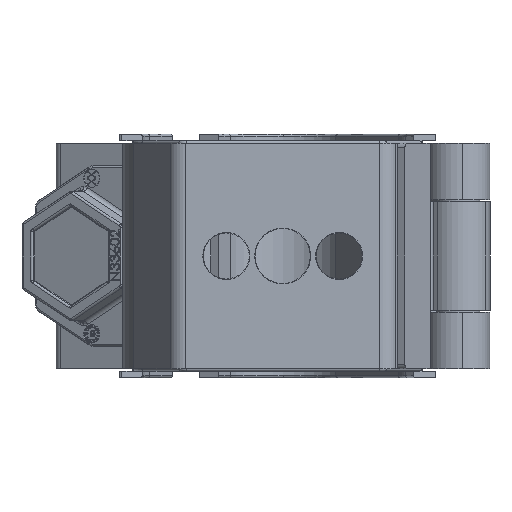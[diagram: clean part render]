
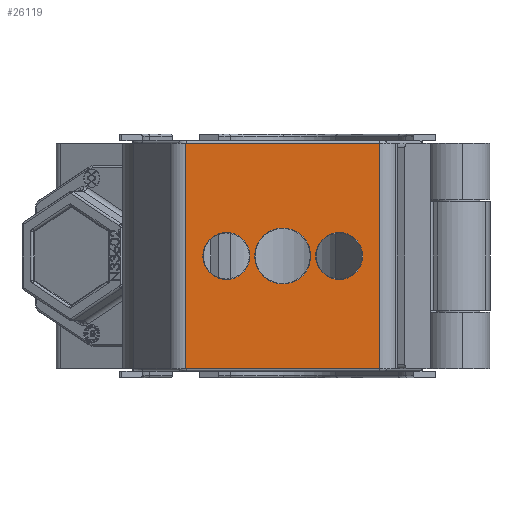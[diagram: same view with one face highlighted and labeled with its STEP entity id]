
A CAD part, front view. The second image highlights one B-rep face of the part: STEP entity #26119.
In plain terms, the highlighted planar face has unit normal (0, -1, 0).
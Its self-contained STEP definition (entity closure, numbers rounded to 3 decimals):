
#2888 = CARTESIAN_POINT ( 'NONE',  ( 22.625, -17., 25. ) ) ;
#2928 = CIRCLE ( 'NONE', #79748, 6.2 ) ;
#4400 = EDGE_LOOP ( 'NONE', ( #39908, #39965 ) ) ;
#4449 = EDGE_CURVE ( 'NONE', #46072, #35410, #93313, .T. ) ;
#6721 = CARTESIAN_POINT ( 'NONE',  ( 0., -17., 0. ) ) ;
#6990 = FACE_OUTER_BOUND ( 'NONE', #72681, .T. ) ;
#7291 = CARTESIAN_POINT ( 'NONE',  ( 17.7, -17., 0. ) ) ;
#8446 = CIRCLE ( 'NONE', #32035, 5.2 ) ;
#9137 = ORIENTED_EDGE ( 'NONE', *, *, #49004, .F. ) ;
#9833 = LINE ( 'NONE', #28424, #44400 ) ;
#19252 = AXIS2_PLACEMENT_3D ( 'NONE', #79061, #70555, #45577 ) ;
#20910 = VERTEX_POINT ( 'NONE', #36273 ) ;
#22892 = EDGE_CURVE ( 'NONE', #100609, #56395, #38349, .T. ) ;
#22904 = DIRECTION ( 'NONE',  ( 1., 0., 0. ) ) ;
#23443 = LINE ( 'NONE', #54955, #51616 ) ;
#24557 = EDGE_CURVE ( 'NONE', #50865, #51968, #41668, .T. ) ;
#26119 = ADVANCED_FACE ( 'NONE', ( #81128, #75930, #33877, #6990 ), #76109, .T. ) ;
#26327 = CARTESIAN_POINT ( 'NONE',  ( 21.493, -17., 25. ) ) ;
#26859 = DIRECTION ( 'NONE',  ( 1., 0., 0. ) ) ;
#28410 = LINE ( 'NONE', #75169, #36087 ) ;
#28424 = CARTESIAN_POINT ( 'NONE',  ( 22.625, -17., -25. ) ) ;
#29333 = ORIENTED_EDGE ( 'NONE', *, *, #71334, .T. ) ;
#31453 = AXIS2_PLACEMENT_3D ( 'NONE', #2888, #36144, #26859 ) ;
#32035 = AXIS2_PLACEMENT_3D ( 'NONE', #47956, #96467, #22904 ) ;
#33877 = FACE_BOUND ( 'NONE', #71077, .T. ) ;
#35410 = VERTEX_POINT ( 'NONE', #85191 ) ;
#36087 = VECTOR ( 'NONE', #59183, 1000. ) ;
#36144 = DIRECTION ( 'NONE',  ( 0., -1., 0. ) ) ;
#36273 = CARTESIAN_POINT ( 'NONE',  ( -6.2, -17., 0. ) ) ;
#36499 = CARTESIAN_POINT ( 'NONE',  ( -21.493, -17., -25. ) ) ;
#37382 = CARTESIAN_POINT ( 'NONE',  ( 21.493, -17., 25. ) ) ;
#38349 = CIRCLE ( 'NONE', #93896, 5.2 ) ;
#38801 = VERTEX_POINT ( 'NONE', #78875 ) ;
#39908 = ORIENTED_EDGE ( 'NONE', *, *, #24557, .F. ) ;
#39965 = ORIENTED_EDGE ( 'NONE', *, *, #51241, .F. ) ;
#40616 = CARTESIAN_POINT ( 'NONE',  ( 0., -17., 0. ) ) ;
#41668 = CIRCLE ( 'NONE', #19252, 5.2 ) ;
#42670 = CIRCLE ( 'NONE', #80340, 6.2 ) ;
#44400 = VECTOR ( 'NONE', #44878, 1000. ) ;
#44878 = DIRECTION ( 'NONE',  ( -1., 0., 0. ) ) ;
#45577 = DIRECTION ( 'NONE',  ( 1., 0., 0. ) ) ;
#46072 = VERTEX_POINT ( 'NONE', #26327 ) ;
#46149 = DIRECTION ( 'NONE',  ( 1., 0., 0. ) ) ;
#46506 = DIRECTION ( 'NONE',  ( 0., -1., 0. ) ) ;
#47064 = DIRECTION ( 'NONE',  ( 0., 0., -1. ) ) ;
#47399 = DIRECTION ( 'NONE',  ( 0., -1., 0. ) ) ;
#47928 = EDGE_CURVE ( 'NONE', #35410, #84638, #9833, .T. ) ;
#47956 = CARTESIAN_POINT ( 'NONE',  ( -12.5, -17., 0. ) ) ;
#49004 = EDGE_CURVE ( 'NONE', #20910, #61246, #2928, .T. ) ;
#50207 = CARTESIAN_POINT ( 'NONE',  ( -7.3, -17., 0. ) ) ;
#50865 = VERTEX_POINT ( 'NONE', #50207 ) ;
#51241 = EDGE_CURVE ( 'NONE', #51968, #50865, #8446, .T. ) ;
#51616 = VECTOR ( 'NONE', #47064, 1000. ) ;
#51968 = VERTEX_POINT ( 'NONE', #60539 ) ;
#54953 = DIRECTION ( 'NONE',  ( 1., 0., 0. ) ) ;
#54955 = CARTESIAN_POINT ( 'NONE',  ( -21.493, -17., 25. ) ) ;
#56028 = ORIENTED_EDGE ( 'NONE', *, *, #67610, .F. ) ;
#56395 = VERTEX_POINT ( 'NONE', #63774 ) ;
#57181 = ORIENTED_EDGE ( 'NONE', *, *, #22892, .F. ) ;
#57523 = ORIENTED_EDGE ( 'NONE', *, *, #47928, .F. ) ;
#59183 = DIRECTION ( 'NONE',  ( -1., 0., 0. ) ) ;
#60539 = CARTESIAN_POINT ( 'NONE',  ( -17.7, -17., 0. ) ) ;
#61246 = VERTEX_POINT ( 'NONE', #64300 ) ;
#62233 = AXIS2_PLACEMENT_3D ( 'NONE', #88113, #47399, #54953 ) ;
#63527 = DIRECTION ( 'NONE',  ( 1., 0., 0. ) ) ;
#63774 = CARTESIAN_POINT ( 'NONE',  ( 7.3, -17., 0. ) ) ;
#64300 = CARTESIAN_POINT ( 'NONE',  ( 6.2, -17., 0. ) ) ;
#65271 = DIRECTION ( 'NONE',  ( 1., 0., 0. ) ) ;
#67610 = EDGE_CURVE ( 'NONE', #56395, #100609, #101244, .T. ) ;
#70555 = DIRECTION ( 'NONE',  ( 0., -1., 0. ) ) ;
#71077 = EDGE_LOOP ( 'NONE', ( #95700, #9137 ) ) ;
#71334 = EDGE_CURVE ( 'NONE', #38801, #84638, #23443, .T. ) ;
#71537 = EDGE_CURVE ( 'NONE', #61246, #20910, #42670, .T. ) ;
#72318 = EDGE_LOOP ( 'NONE', ( #57181, #56028 ) ) ;
#72681 = EDGE_LOOP ( 'NONE', ( #57523, #102424, #88198, #29333 ) ) ;
#75169 = CARTESIAN_POINT ( 'NONE',  ( 22.625, -17., 25. ) ) ;
#75383 = EDGE_CURVE ( 'NONE', #46072, #38801, #28410, .T. ) ;
#75930 = FACE_BOUND ( 'NONE', #72318, .T. ) ;
#76109 = PLANE ( 'NONE',  #31453 ) ;
#78875 = CARTESIAN_POINT ( 'NONE',  ( -21.493, -17., 25. ) ) ;
#79061 = CARTESIAN_POINT ( 'NONE',  ( -12.5, -17., 0. ) ) ;
#79748 = AXIS2_PLACEMENT_3D ( 'NONE', #6721, #97049, #63527 ) ;
#80026 = CARTESIAN_POINT ( 'NONE',  ( 12.5, -17., 0. ) ) ;
#80340 = AXIS2_PLACEMENT_3D ( 'NONE', #40616, #105873, #65271 ) ;
#81128 = FACE_BOUND ( 'NONE', #4400, .T. ) ;
#84638 = VERTEX_POINT ( 'NONE', #36499 ) ;
#85191 = CARTESIAN_POINT ( 'NONE',  ( 21.493, -17., -25. ) ) ;
#88113 = CARTESIAN_POINT ( 'NONE',  ( 12.5, -17., 0. ) ) ;
#88198 = ORIENTED_EDGE ( 'NONE', *, *, #75383, .T. ) ;
#93313 = LINE ( 'NONE', #37382, #103458 ) ;
#93896 = AXIS2_PLACEMENT_3D ( 'NONE', #80026, #46506, #46149 ) ;
#95700 = ORIENTED_EDGE ( 'NONE', *, *, #71537, .F. ) ;
#96467 = DIRECTION ( 'NONE',  ( 0., -1., 0. ) ) ;
#97049 = DIRECTION ( 'NONE',  ( 0., -1., 0. ) ) ;
#100609 = VERTEX_POINT ( 'NONE', #7291 ) ;
#101244 = CIRCLE ( 'NONE', #62233, 5.2 ) ;
#102424 = ORIENTED_EDGE ( 'NONE', *, *, #4449, .F. ) ;
#102974 = DIRECTION ( 'NONE',  ( 0., 0., -1. ) ) ;
#103458 = VECTOR ( 'NONE', #102974, 1000. ) ;
#105873 = DIRECTION ( 'NONE',  ( 0., -1., 0. ) ) ;
